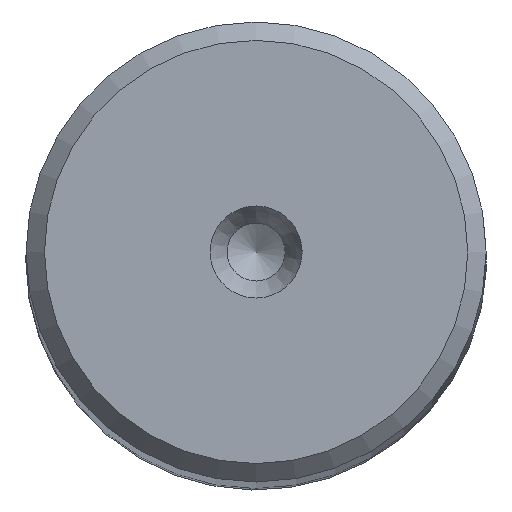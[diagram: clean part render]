
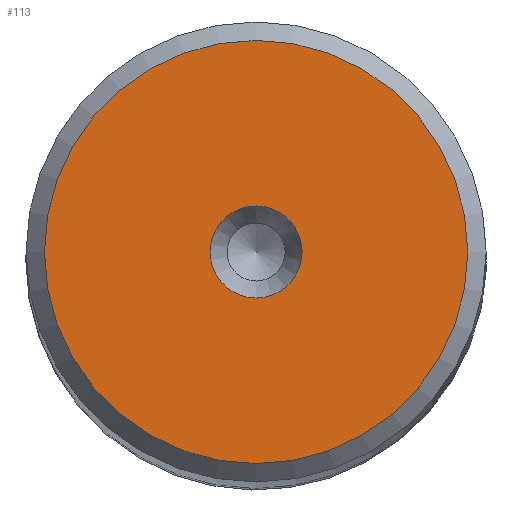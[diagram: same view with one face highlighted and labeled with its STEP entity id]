
A CAD part, top view. The second image highlights one B-rep face of the part: STEP entity #113.
In plain terms, the highlighted planar face has unit normal (0, 0, 1).
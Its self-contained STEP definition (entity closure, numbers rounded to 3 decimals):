
#104=PLANE('',#369);
#113=ADVANCED_FACE('',(#145,#146),#104,.T.);
#145=FACE_BOUND('',#193,.T.);
#146=FACE_BOUND('',#194,.T.);
#193=EDGE_LOOP('',(#241));
#194=EDGE_LOOP('',(#242));
#241=ORIENTED_EDGE('',*,*,#313,.T.);
#242=ORIENTED_EDGE('',*,*,#314,.T.);
#288=VERTEX_POINT('',#513);
#289=VERTEX_POINT('',#515);
#313=EDGE_CURVE('',#288,#288,#337,.T.);
#314=EDGE_CURVE('',#289,#289,#338,.T.);
#337=CIRCLE('',#367,2.5);
#338=CIRCLE('',#368,11.495);
#367=AXIS2_PLACEMENT_3D('',#512,#415,#416);
#368=AXIS2_PLACEMENT_3D('',#514,#417,#418);
#369=AXIS2_PLACEMENT_3D('',#516,#419,#420);
#415=DIRECTION('',(0.,0.,-1.));
#416=DIRECTION('',(0.,-1.,0.));
#417=DIRECTION('',(0.,0.,1.));
#418=DIRECTION('',(0.,1.,0.));
#419=DIRECTION('',(0.,0.,1.));
#420=DIRECTION('',(0.,1.,0.));
#512=CARTESIAN_POINT('',(0.,0.,207.5));
#513=CARTESIAN_POINT('',(0.,-2.5,207.5));
#514=CARTESIAN_POINT('',(0.,0.,207.5));
#515=CARTESIAN_POINT('',(0.,11.495,207.5));
#516=CARTESIAN_POINT('',(-12.495,0.,207.5));
